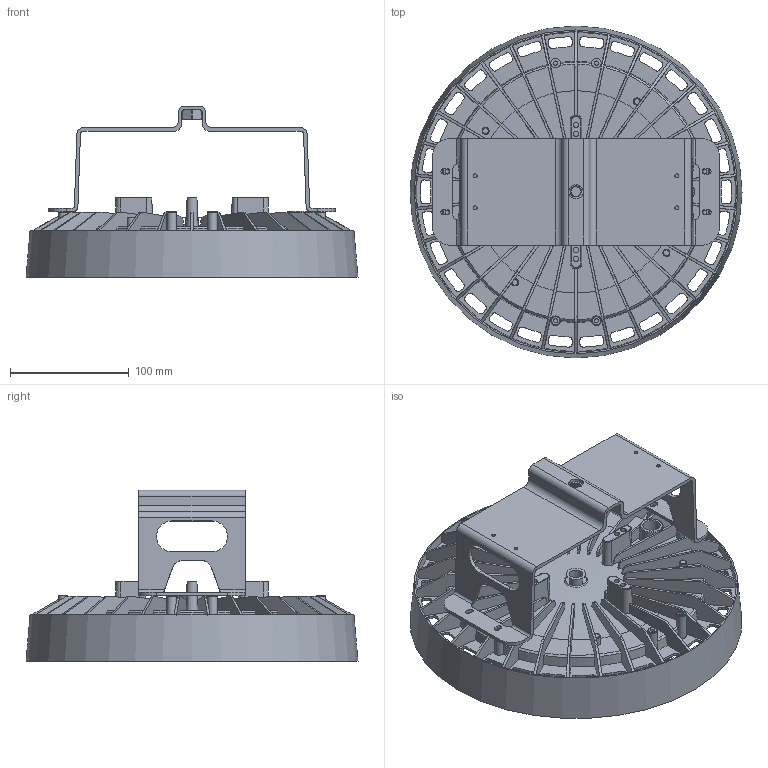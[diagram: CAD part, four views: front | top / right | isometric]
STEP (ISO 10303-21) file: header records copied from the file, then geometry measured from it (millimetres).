
FILE_DESCRIPTION(/* description */ ('This is a sample STEP configuration'),/* implementation_level */ '2;1');
FILE_NAME(/* name */ '157-0111xxxxxxxxx SIMPLE.ipt_Rev_00.stp',/* time_stamp */ '2023-05-02T13:33:12+02:00',/* author */ ('powerJobs'),/* organization */ ('coolOrange'),/* preprocessor_version */ 'ST-DEVELOPER v19.2',/* originating_system */ 'Autodesk Inventor 2023',/* authorisation */ '');
FILE_SCHEMA (('AUTOMOTIVE_DESIGN { 1 0 10303 214 3 1 1 }'));
Length unit declared in the file: millimetre
Products named in the file (1): ENG000027374
Bounding box: 280 x 280 x 144.7 mm (x, y, z)
Volume: 750349.2 mm3; surface area: 536301.1 mm2
Topology: 8 solids, 9 shells, 1153 faces, 3156 edges, 2057 vertices
Faces by surface type: plane 477, cylinder 377, cone 223, torus 46, bspline 30
Full cylindrical faces by diameter (mm): 3.2 x4, 3.5 x28, 4.5 x14, 6 x2, 8 x14, 8.5 x3, 11.2 x1, 12 x1, 14.5 x1, 192 x2, 198 x4, 204 x1
Entity records: 49511 total; most frequent: CARTESIAN_POINT 20218, ORIENTED_EDGE 6312, DIRECTION 6134, EDGE_CURVE 3156, AXIS2_PLACEMENT_3D 2374, VERTEX_POINT 2057, LINE 1386, VECTOR 1386
